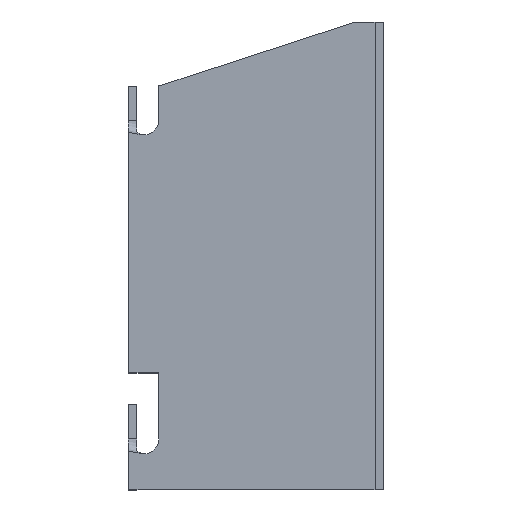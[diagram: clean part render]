
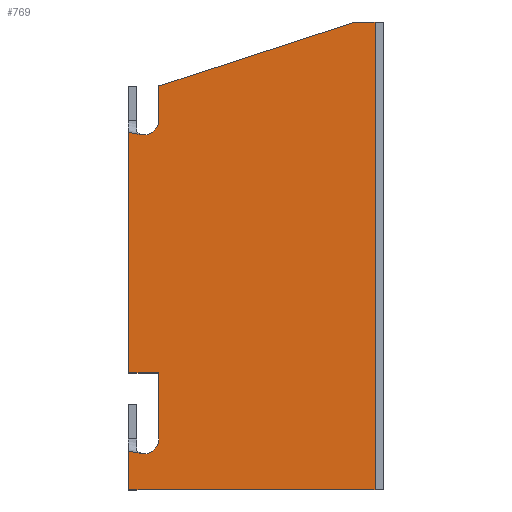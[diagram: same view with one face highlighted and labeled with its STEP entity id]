
A CAD part, top view. The second image highlights one B-rep face of the part: STEP entity #769.
In plain terms, the highlighted planar face has unit normal (0, 0, 1).
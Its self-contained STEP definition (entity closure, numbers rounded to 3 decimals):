
#8 = ORIENTED_EDGE ( 'NONE', *, *, #100, .T. ) ;
#46 = VERTEX_POINT ( 'NONE', #367 ) ;
#47 = CARTESIAN_POINT ( 'NONE',  ( 0., 27.5, 2. ) ) ;
#48 = B_SPLINE_CURVE_WITH_KNOTS ( 'NONE', 3,
 ( #1400, #1387, #767, #1646, #1280, #1505 ),
 .UNSPECIFIED., .F., .F.,
 ( 4, 2, 4 ),
 ( 0.007, 0.009, 0.01 ),
 .UNSPECIFIED. ) ;
#73 = EDGE_CURVE ( 'NONE', #974, #894, #697, .T. ) ;
#81 = VECTOR ( 'NONE', #126, 1000. ) ;
#85 = CARTESIAN_POINT ( 'NONE',  ( -57., 8.565, 2. ) ) ;
#90 = CARTESIAN_POINT ( 'NONE',  ( 0., 0., 2. ) ) ;
#99 = VERTEX_POINT ( 'NONE', #1042 ) ;
#100 = EDGE_CURVE ( 'NONE', #46, #1198, #327, .T. ) ;
#123 = DIRECTION ( 'NONE',  ( -1., 0., 0. ) ) ;
#126 = DIRECTION ( 'NONE',  ( 0., -1., 0. ) ) ;
#138 = DIRECTION ( 'NONE',  ( -1., 0., 0. ) ) ;
#146 = DIRECTION ( 'NONE',  ( 0., 0., -1. ) ) ;
#196 = CARTESIAN_POINT ( 'NONE',  ( -60., 84.153, 2. ) ) ;
#206 = EDGE_CURVE ( 'NONE', #1384, #1113, #714, .T. ) ;
#211 = ORIENTED_EDGE ( 'NONE', *, *, #1514, .F. ) ;
#254 = EDGE_CURVE ( 'NONE', #470, #974, #1658, .T. ) ;
#273 = EDGE_CURVE ( 'NONE', #46, #1695, #723, .T. ) ;
#275 = AXIS2_PLACEMENT_3D ( 'NONE', #1023, #338, #621 ) ;
#285 = B_SPLINE_CURVE_WITH_KNOTS ( 'NONE', 3,
 ( #872, #1126, #1140, #1059, #1171, #1053 ),
 .UNSPECIFIED., .F., .F.,
 ( 4, 2, 4 ),
 ( 0.007, 0.009, 0.01 ),
 .UNSPECIFIED. ) ;
#304 = VERTEX_POINT ( 'NONE', #376 ) ;
#307 = VERTEX_POINT ( 'NONE', #1468 ) ;
#311 = CARTESIAN_POINT ( 'NONE',  ( -60., 0., 2. ) ) ;
#313 = LINE ( 'NONE', #1235, #1083 ) ;
#318 = ORIENTED_EDGE ( 'NONE', *, *, #1566, .T. ) ;
#327 = LINE ( 'NONE', #661, #971 ) ;
#328 = CARTESIAN_POINT ( 'NONE',  ( -2., 0., 2. ) ) ;
#338 = DIRECTION ( 'NONE',  ( 0., 0., -1. ) ) ;
#363 = DIRECTION ( 'NONE',  ( 0., 1., 0. ) ) ;
#367 = CARTESIAN_POINT ( 'NONE',  ( -57., 0., 2. ) ) ;
#376 = CARTESIAN_POINT ( 'NONE',  ( -57., 27.5, 2. ) ) ;
#385 = VECTOR ( 'NONE', #1410, 1000. ) ;
#430 = LINE ( 'NONE', #1350, #797 ) ;
#435 = ORIENTED_EDGE ( 'NONE', *, *, #1173, .T. ) ;
#468 = PLANE ( 'NONE',  #275 ) ;
#470 = VERTEX_POINT ( 'NONE', #1454 ) ;
#480 = DIRECTION ( 'NONE',  ( 0., 1., 0. ) ) ;
#483 = VECTOR ( 'NONE', #363, 1000. ) ;
#484 = CARTESIAN_POINT ( 'NONE',  ( -60., 110., 2. ) ) ;
#492 = CARTESIAN_POINT ( 'NONE',  ( 0., 110., 2. ) ) ;
#522 = CARTESIAN_POINT ( 'NONE',  ( -52.827, 110., 2. ) ) ;
#529 = EDGE_CURVE ( 'NONE', #1695, #307, #430, .T. ) ;
#530 = DIRECTION ( 'NONE',  ( 0., 0., -1. ) ) ;
#563 = LINE ( 'NONE', #492, #1221 ) ;
#585 = DIRECTION ( 'NONE',  ( 1., 0., 0. ) ) ;
#620 = AXIS2_PLACEMENT_3D ( 'NONE', #805, #530, #1563 ) ;
#621 = DIRECTION ( 'NONE',  ( -1., 0., 0. ) ) ;
#625 = CARTESIAN_POINT ( 'NONE',  ( -3., 110., 2. ) ) ;
#642 = VECTOR ( 'NONE', #1001, 1000. ) ;
#646 = CARTESIAN_POINT ( 'NONE',  ( -56.327, 12., 2. ) ) ;
#661 = CARTESIAN_POINT ( 'NONE',  ( 0., 0., 2. ) ) ;
#668 = LINE ( 'NONE', #522, #1022 ) ;
#679 = CARTESIAN_POINT ( 'NONE',  ( -6.827, 110., 2. ) ) ;
#694 = DIRECTION ( 'NONE',  ( 0., 1., 0. ) ) ;
#697 = CIRCLE ( 'NONE', #620, 3.5 ) ;
#714 = CIRCLE ( 'NONE', #1655, 3.5 ) ;
#715 = ORIENTED_EDGE ( 'NONE', *, *, #73, .T. ) ;
#723 = LINE ( 'NONE', #90, #1119 ) ;
#724 = CARTESIAN_POINT ( 'NONE',  ( -52.827, 12., 2. ) ) ;
#738 = VERTEX_POINT ( 'NONE', #1603 ) ;
#767 = CARTESIAN_POINT ( 'NONE',  ( -58.007, 8.721, 2. ) ) ;
#769 = ADVANCED_FACE ( 'NONE', ( #1451 ), #468, .F. ) ;
#775 = DIRECTION ( 'NONE',  ( 1., 0., 0. ) ) ;
#784 = CARTESIAN_POINT ( 'NONE',  ( 0., 27.5, 2. ) ) ;
#797 = VECTOR ( 'NONE', #694, 1000. ) ;
#805 = CARTESIAN_POINT ( 'NONE',  ( -56.327, 87., 2. ) ) ;
#809 = ORIENTED_EDGE ( 'NONE', *, *, #1392, .T. ) ;
#817 = VERTEX_POINT ( 'NONE', #196 ) ;
#829 = ORIENTED_EDGE ( 'NONE', *, *, #529, .F. ) ;
#841 = LINE ( 'NONE', #1290, #483 ) ;
#847 = EDGE_CURVE ( 'NONE', #304, #738, #1368, .T. ) ;
#872 = CARTESIAN_POINT ( 'NONE',  ( -57., 83.565, 2. ) ) ;
#882 = EDGE_CURVE ( 'NONE', #1371, #470, #1662, .T. ) ;
#894 = VERTEX_POINT ( 'NONE', #913 ) ;
#907 = DIRECTION ( 'NONE',  ( 1., 0., 0. ) ) ;
#913 = CARTESIAN_POINT ( 'NONE',  ( -57., 83.565, 2. ) ) ;
#915 = ORIENTED_EDGE ( 'NONE', *, *, #254, .T. ) ;
#924 = DIRECTION ( 'NONE',  ( 1., 0., 0. ) ) ;
#942 = VERTEX_POINT ( 'NONE', #625 ) ;
#948 = EDGE_CURVE ( 'NONE', #942, #99, #563, .T. ) ;
#957 = ORIENTED_EDGE ( 'NONE', *, *, #948, .F. ) ;
#971 = VECTOR ( 'NONE', #585, 1000. ) ;
#973 = ORIENTED_EDGE ( 'NONE', *, *, #1107, .T. ) ;
#974 = VERTEX_POINT ( 'NONE', #1148 ) ;
#1001 = DIRECTION ( 'NONE',  ( -0.951, -0.31, 0. ) ) ;
#1022 = VECTOR ( 'NONE', #1499, 1000. ) ;
#1023 = CARTESIAN_POINT ( 'NONE',  ( 0., 110., 2. ) ) ;
#1042 = CARTESIAN_POINT ( 'NONE',  ( -2., 110., 2. ) ) ;
#1046 = VERTEX_POINT ( 'NONE', #328 ) ;
#1053 = CARTESIAN_POINT ( 'NONE',  ( -60., 84.153, 2. ) ) ;
#1059 = CARTESIAN_POINT ( 'NONE',  ( -59.005, 83.932, 2. ) ) ;
#1068 = LINE ( 'NONE', #484, #1321 ) ;
#1079 = VECTOR ( 'NONE', #1125, 1000. ) ;
#1083 = VECTOR ( 'NONE', #907, 1000. ) ;
#1107 = EDGE_CURVE ( 'NONE', #304, #1535, #1391, .T. ) ;
#1113 = VERTEX_POINT ( 'NONE', #85 ) ;
#1119 = VECTOR ( 'NONE', #138, 1000. ) ;
#1124 = VECTOR ( 'NONE', #924, 1000. ) ;
#1125 = DIRECTION ( 'NONE',  ( -1., 0., 0. ) ) ;
#1126 = CARTESIAN_POINT ( 'NONE',  ( -57.506, 83.627, 2. ) ) ;
#1130 = CARTESIAN_POINT ( 'NONE',  ( -52.827, 27.5, 2. ) ) ;
#1140 = CARTESIAN_POINT ( 'NONE',  ( -58.007, 83.721, 2. ) ) ;
#1148 = CARTESIAN_POINT ( 'NONE',  ( -52.827, 87., 2. ) ) ;
#1170 = ORIENTED_EDGE ( 'NONE', *, *, #273, .F. ) ;
#1171 = CARTESIAN_POINT ( 'NONE',  ( -59.501, 84.046, 2. ) ) ;
#1173 = EDGE_CURVE ( 'NONE', #1535, #1384, #668, .T. ) ;
#1198 = VERTEX_POINT ( 'NONE', #1507 ) ;
#1220 = EDGE_CURVE ( 'NONE', #1198, #1046, #1422, .T. ) ;
#1221 = VECTOR ( 'NONE', #775, 1000. ) ;
#1235 = CARTESIAN_POINT ( 'NONE',  ( 0., 110., 2. ) ) ;
#1251 = ORIENTED_EDGE ( 'NONE', *, *, #847, .F. ) ;
#1280 = CARTESIAN_POINT ( 'NONE',  ( -59.501, 9.046, 2. ) ) ;
#1290 = CARTESIAN_POINT ( 'NONE',  ( -2., 110., 2. ) ) ;
#1298 = EDGE_LOOP ( 'NONE', ( #1676, #915, #715, #1365, #211, #1251, #973, #435, #1326, #318, #829, #1170, #8, #1465, #809, #957, #1363 ) ) ;
#1321 = VECTOR ( 'NONE', #480, 1000. ) ;
#1326 = ORIENTED_EDGE ( 'NONE', *, *, #206, .T. ) ;
#1339 = EDGE_CURVE ( 'NONE', #894, #817, #285, .T. ) ;
#1350 = CARTESIAN_POINT ( 'NONE',  ( -60., 110., 2. ) ) ;
#1363 = ORIENTED_EDGE ( 'NONE', *, *, #1692, .F. ) ;
#1365 = ORIENTED_EDGE ( 'NONE', *, *, #1339, .T. ) ;
#1368 = LINE ( 'NONE', #47, #1079 ) ;
#1371 = VERTEX_POINT ( 'NONE', #679 ) ;
#1384 = VERTEX_POINT ( 'NONE', #724 ) ;
#1387 = CARTESIAN_POINT ( 'NONE',  ( -57.506, 8.627, 2. ) ) ;
#1391 = LINE ( 'NONE', #784, #385 ) ;
#1392 = EDGE_CURVE ( 'NONE', #1046, #99, #841, .T. ) ;
#1400 = CARTESIAN_POINT ( 'NONE',  ( -57., 8.565, 2. ) ) ;
#1410 = DIRECTION ( 'NONE',  ( 1., 0., 0. ) ) ;
#1422 = LINE ( 'NONE', #1432, #1124 ) ;
#1432 = CARTESIAN_POINT ( 'NONE',  ( -3., 0., 2. ) ) ;
#1451 = FACE_OUTER_BOUND ( 'NONE', #1298, .T. ) ;
#1454 = CARTESIAN_POINT ( 'NONE',  ( -52.827, 95., 2. ) ) ;
#1465 = ORIENTED_EDGE ( 'NONE', *, *, #1220, .T. ) ;
#1468 = CARTESIAN_POINT ( 'NONE',  ( -60., 9.153, 2. ) ) ;
#1499 = DIRECTION ( 'NONE',  ( 0., -1., 0. ) ) ;
#1505 = CARTESIAN_POINT ( 'NONE',  ( -60., 9.153, 2. ) ) ;
#1507 = CARTESIAN_POINT ( 'NONE',  ( -3., 0., 2. ) ) ;
#1514 = EDGE_CURVE ( 'NONE', #738, #817, #1068, .T. ) ;
#1535 = VERTEX_POINT ( 'NONE', #1130 ) ;
#1553 = CARTESIAN_POINT ( 'NONE',  ( -52.827, 110., 2. ) ) ;
#1563 = DIRECTION ( 'NONE',  ( -1., 0., 0. ) ) ;
#1566 = EDGE_CURVE ( 'NONE', #1113, #307, #48, .T. ) ;
#1603 = CARTESIAN_POINT ( 'NONE',  ( -60., 27.5, 2. ) ) ;
#1617 = CARTESIAN_POINT ( 'NONE',  ( -52.827, 95., 2. ) ) ;
#1646 = CARTESIAN_POINT ( 'NONE',  ( -59.005, 8.932, 2. ) ) ;
#1655 = AXIS2_PLACEMENT_3D ( 'NONE', #646, #146, #123 ) ;
#1658 = LINE ( 'NONE', #1553, #81 ) ;
#1662 = LINE ( 'NONE', #1617, #642 ) ;
#1676 = ORIENTED_EDGE ( 'NONE', *, *, #882, .T. ) ;
#1692 = EDGE_CURVE ( 'NONE', #1371, #942, #313, .T. ) ;
#1695 = VERTEX_POINT ( 'NONE', #311 ) ;
